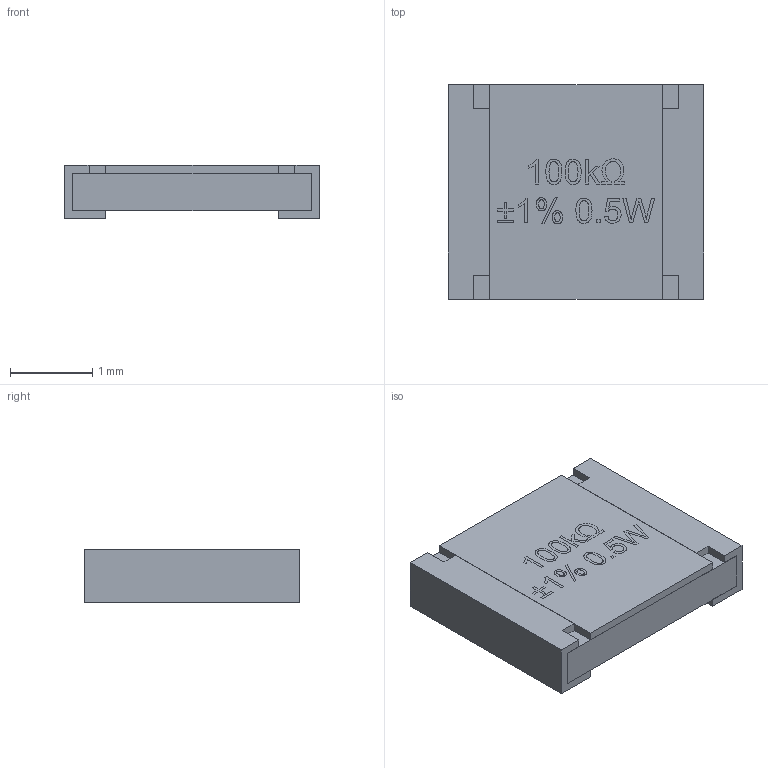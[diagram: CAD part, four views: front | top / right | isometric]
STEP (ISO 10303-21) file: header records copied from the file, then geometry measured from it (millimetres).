
FILE_DESCRIPTION(/* description */ (''),/* implementation_level */ '2;1');
FILE_NAME(/* name */ 'TE Connectivity CRGCQ1210F100K - 1210 chip resistor.stp',/* time_stamp */ '2019-03-20T22:22:59-04:00',/* author */ ('Ricardo'),/* organization */ (''),/* preprocessor_version */ 'ST-DEVELOPER v16.5',/* originating_system */ 'Autodesk Inventor 2017',/* authorisation */ '');
FILE_SCHEMA (('AUTOMOTIVE_DESIGN { 1 0 10303 214 3 1 1 }'));
Length unit declared in the file: millimetre
Products named in the file (5): TE Connectivity CRGCQ2512F100K - 2512 chip resistor; pins; body; top; part number
Assembly tree (4 placements, depth 2):
  TE Connectivity CRGCQ2512F100K - 2512 chip resistor
    pins
    body
    top
    part number
Bounding box: 3.1 x 2.6 x 0.65 mm (x, y, z)
Volume: 4.8 mm3; surface area: 55.9 mm2
Topology: 5 solids, 5 shells, 213 faces, 549 edges, 366 vertices
Faces by surface type: plane 140, bspline 72, cylinder 1
Entity records: 6892 total; most frequent: CARTESIAN_POINT 2037, ORIENTED_EDGE 1098, DIRECTION 703, EDGE_CURVE 549, LINE 403, VECTOR 403, VERTEX_POINT 366, EDGE_LOOP 233
